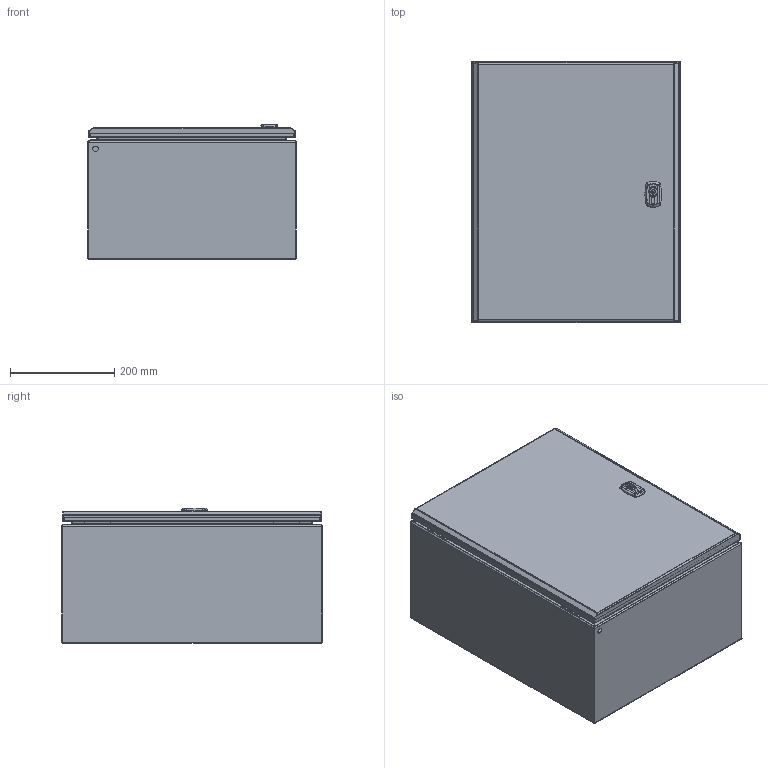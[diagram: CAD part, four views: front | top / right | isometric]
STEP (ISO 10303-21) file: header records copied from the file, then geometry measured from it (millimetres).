
FILE_DESCRIPTION(('STEP AP242'),'1');
FILE_NAME('nsys3dc5425.stp','2021-09-26T22:07:42',('TraceParts'),('TraceParts S.A.'),'Spatial InterOp 3D',' ',' ');
FILE_SCHEMA(('AP242_MANAGED_MODEL_BASED_3D_ENGINEERING_MIM_LF {1 0 10303 442 1 1 4}'));
Length unit declared in the file: millimetre
Products named in the file (1): nsys3dc5425|ENN4755AS_500X400X250_ASM_1_ASM_ASM_417#ENN4755AS_500X400X250_ASM_1_ASM_ASM|ENN4755AS_5X4X2_5_1_1_416#ENN4755AS_5X4X2_5_1_1;Solide1
Bounding box: 400 x 500 x 260.4 mm (x, y, z)
Volume: 980815.3 mm3; surface area: 1861236.9 mm2
Topology: 18 solids, 18 shells, 1042 faces, 2571 edges, 1565 vertices
Faces by surface type: plane 362, cylinder 281, bspline 143, cone 120, torus 104, sphere 32
Entity records: 40942 total; most frequent: CARTESIAN_POINT 17107, ORIENTED_EDGE 5100, DIRECTION 4713, EDGE_CURVE 2550, AXIS2_PLACEMENT_3D 1798, VERTEX_POINT 1565, LINE 1117, VECTOR 1117
